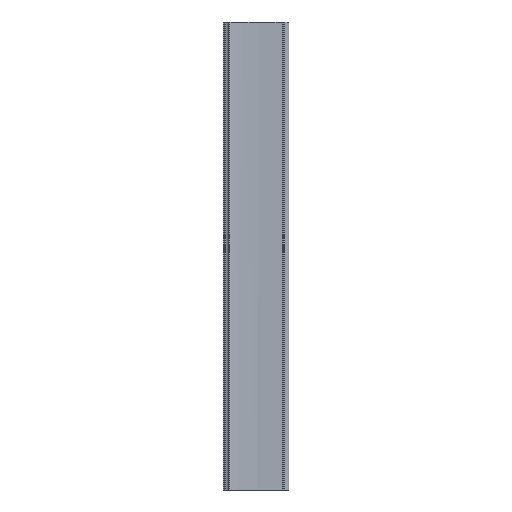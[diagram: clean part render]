
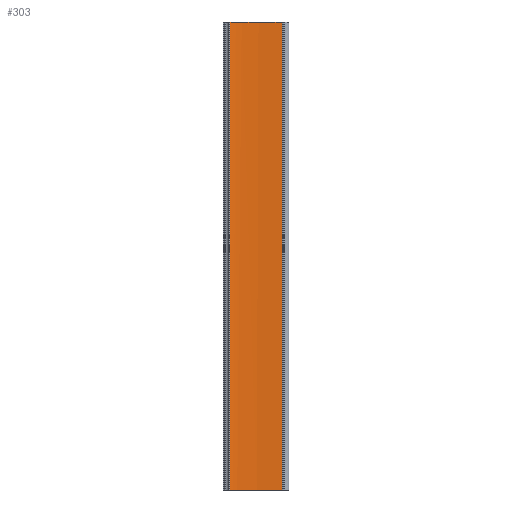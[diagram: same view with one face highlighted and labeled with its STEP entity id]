
A CAD part, left-side view. The second image highlights one B-rep face of the part: STEP entity #303.
In plain terms, the highlighted free-form (B-spline) face has degree [3, 1] with [9, 2] control points.
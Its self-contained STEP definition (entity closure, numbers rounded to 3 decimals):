
#82 = EDGE_CURVE ( 'NONE', #812, #1208, #1211, .T. ) ;
#114 = CARTESIAN_POINT ( 'NONE',  ( 35.904, -121.15, 499.5 ) ) ;
#135 = CARTESIAN_POINT ( 'NONE',  ( 32.087, -34.06, -499.5 ) ) ;
#150 = CARTESIAN_POINT ( 'NONE',  ( 35.904, -121.15, 499.5 ) ) ;
#163 = CARTESIAN_POINT ( 'NONE',  ( 11.174, 2.3, 499.5 ) ) ;
#211 = CARTESIAN_POINT ( 'NONE',  ( 9.5, 2.3, 499.5 ) ) ;
#269 = CARTESIAN_POINT ( 'NONE',  ( 25.683, -8.259, 499.5 ) ) ;
#284 = CARTESIAN_POINT ( 'NONE',  ( 36.669, -92.512, 499.5 ) ) ;
#296 = EDGE_CURVE ( 'NONE', #1176, #1208, #1422, .T. ) ;
#299 = CARTESIAN_POINT ( 'NONE',  ( 9.5, 2.3, 499.5 ) ) ;
#303 = ADVANCED_FACE ( 'NONE', ( #989 ), #1156, .T. ) ;
#342 = EDGE_CURVE ( 'NONE', #1176, #2089, #1990, .T. ) ;
#360 = CARTESIAN_POINT ( 'NONE',  ( 9.5, 2.3, -499.5 ) ) ;
#365 = CARTESIAN_POINT ( 'NONE',  ( 34.51, -61.44, 499.5 ) ) ;
#444 = DIRECTION ( 'NONE',  ( 0., 0., 1. ) ) ;
#473 = CARTESIAN_POINT ( 'NONE',  ( 9.5, 2.3, -499.5 ) ) ;
#487 = CARTESIAN_POINT ( 'NONE',  ( 15.482, 1.187, -499.5 ) ) ;
#504 = CARTESIAN_POINT ( 'NONE',  ( 9.5, 2.3, 499.5 ) ) ;
#507 = CARTESIAN_POINT ( 'NONE',  ( 35.904, -121.15, -499.5 ) ) ;
#524 = CARTESIAN_POINT ( 'NONE',  ( 25.683, -8.259, 499.5 ) ) ;
#534 = CARTESIAN_POINT ( 'NONE',  ( 32.087, -34.06, -499.5 ) ) ;
#595 = CARTESIAN_POINT ( 'NONE',  ( 11.174, 2.3, 499.5 ) ) ;
#603 = CARTESIAN_POINT ( 'NONE',  ( 36.669, -92.512, -499.5 ) ) ;
#630 = CARTESIAN_POINT ( 'NONE',  ( 36.351, -109.604, -499.5 ) ) ;
#632 = EDGE_CURVE ( 'NONE', #2089, #812, #1523, .T. ) ;
#689 = ORIENTED_EDGE ( 'NONE', *, *, #632, .F. ) ;
#733 = CARTESIAN_POINT ( 'NONE',  ( 35.904, -121.15, 499.5 ) ) ;
#753 = CARTESIAN_POINT ( 'NONE',  ( 36.669, -92.512, 499.5 ) ) ;
#806 = CARTESIAN_POINT ( 'NONE',  ( 35.904, -121.15, -499.5 ) ) ;
#812 = VERTEX_POINT ( 'NONE', #299 ) ;
#837 = CARTESIAN_POINT ( 'NONE',  ( 35.904, -121.15, -499.5 ) ) ;
#930 = VECTOR ( 'NONE', #444, 1000. ) ;
#947 = CARTESIAN_POINT ( 'NONE',  ( 36.351, -109.604, 499.5 ) ) ;
#989 = FACE_OUTER_BOUND ( 'NONE', #2108, .T. ) ;
#992 = CARTESIAN_POINT ( 'NONE',  ( 25.683, -8.259, -499.5 ) ) ;
#994 = CARTESIAN_POINT ( 'NONE',  ( 25.683, -8.259, -499.5 ) ) ;
#1052 = CARTESIAN_POINT ( 'NONE',  ( 36.351, -109.604, -499.5 ) ) ;
#1156 = B_SPLINE_SURFACE_WITH_KNOTS ( 'NONE', 3, 1, ( 
 ( #473, #211 ),
 ( #1801, #595 ),
 ( #2225, #1530 ),
 ( #994, #524 ),
 ( #135, #1439 ),
 ( #2418, #365 ),
 ( #603, #753 ),
 ( #1052, #1697 ),
 ( #507, #733 ) ),
 .UNSPECIFIED., .F., .F., .F.,
 ( 4, 1, 1, 1, 1, 1, 4 ),
 ( 2, 2 ),
 ( 0., 0.03, 0.083, 0.249, 0.512, 0.58, 0.874 ),
 ( 0., 1. ),
 .UNSPECIFIED. ) ;
#1176 = VERTEX_POINT ( 'NONE', #806 ) ;
#1191 = CARTESIAN_POINT ( 'NONE',  ( 15.482, 1.187, 499.5 ) ) ;
#1208 = VERTEX_POINT ( 'NONE', #150 ) ;
#1211 = B_SPLINE_CURVE_WITH_KNOTS ( 'NONE', 3,
 ( #504, #163, #1191, #269, #2042, #2073, #284, #947, #114 ),
 .UNSPECIFIED., .F., .F.,
 ( 4, 1, 1, 1, 1, 1, 4 ),
 ( 0., 0.03, 0.083, 0.249, 0.512, 0.58, 0.874 ),
 .UNSPECIFIED. ) ;
#1270 = ORIENTED_EDGE ( 'NONE', *, *, #296, .T. ) ;
#1293 = CARTESIAN_POINT ( 'NONE',  ( 36.669, -92.512, -499.5 ) ) ;
#1342 = VECTOR ( 'NONE', #1556, 1000. ) ;
#1422 = LINE ( 'NONE', #2165, #930 ) ;
#1423 = CARTESIAN_POINT ( 'NONE',  ( 34.51, -61.44, -499.5 ) ) ;
#1439 = CARTESIAN_POINT ( 'NONE',  ( 32.087, -34.06, 499.5 ) ) ;
#1443 = CARTESIAN_POINT ( 'NONE',  ( 9.5, 2.3, -499.5 ) ) ;
#1523 = LINE ( 'NONE', #2091, #1342 ) ;
#1530 = CARTESIAN_POINT ( 'NONE',  ( 15.482, 1.187, 499.5 ) ) ;
#1556 = DIRECTION ( 'NONE',  ( 0., 0., 1. ) ) ;
#1628 = CARTESIAN_POINT ( 'NONE',  ( 11.174, 2.3, -499.5 ) ) ;
#1697 = CARTESIAN_POINT ( 'NONE',  ( 36.351, -109.604, 499.5 ) ) ;
#1730 = ORIENTED_EDGE ( 'NONE', *, *, #82, .F. ) ;
#1801 = CARTESIAN_POINT ( 'NONE',  ( 11.174, 2.3, -499.5 ) ) ;
#1990 = B_SPLINE_CURVE_WITH_KNOTS ( 'NONE', 3,
 ( #837, #630, #1293, #1423, #534, #992, #487, #1628, #360 ),
 .UNSPECIFIED., .F., .F.,
 ( 4, 1, 1, 1, 1, 1, 4 ),
 ( 0.126, 0.42, 0.488, 0.751, 0.917, 0.97, 1. ),
 .UNSPECIFIED. ) ;
#2042 = CARTESIAN_POINT ( 'NONE',  ( 32.087, -34.06, 499.5 ) ) ;
#2073 = CARTESIAN_POINT ( 'NONE',  ( 34.51, -61.44, 499.5 ) ) ;
#2089 = VERTEX_POINT ( 'NONE', #1443 ) ;
#2091 = CARTESIAN_POINT ( 'NONE',  ( 9.5, 2.3, -642.739 ) ) ;
#2108 = EDGE_LOOP ( 'NONE', ( #2117, #1270, #1730, #689 ) ) ;
#2117 = ORIENTED_EDGE ( 'NONE', *, *, #342, .F. ) ;
#2165 = CARTESIAN_POINT ( 'NONE',  ( 35.904, -121.15, 0. ) ) ;
#2225 = CARTESIAN_POINT ( 'NONE',  ( 15.482, 1.187, -499.5 ) ) ;
#2418 = CARTESIAN_POINT ( 'NONE',  ( 34.51, -61.44, -499.5 ) ) ;
